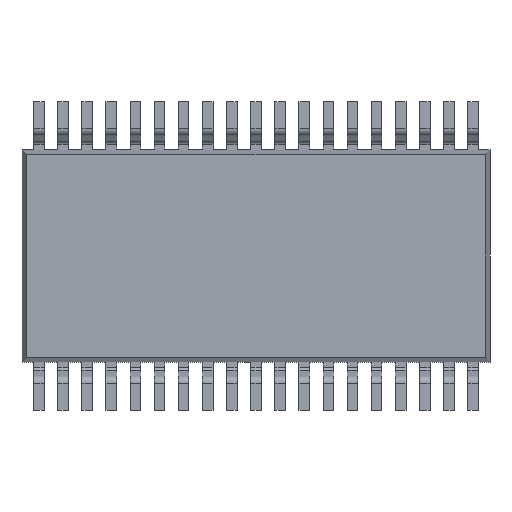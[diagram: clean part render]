
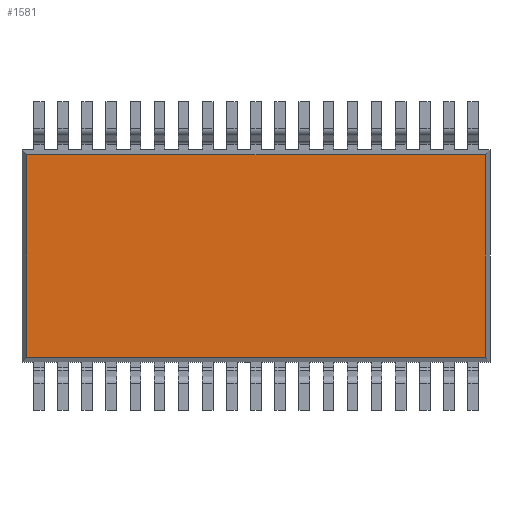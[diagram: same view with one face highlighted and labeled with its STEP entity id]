
A CAD part, front view. The second image highlights one B-rep face of the part: STEP entity #1581.
In plain terms, the highlighted face is planar.
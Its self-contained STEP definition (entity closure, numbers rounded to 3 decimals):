
#54 = CARTESIAN_POINT ( 'NONE',  ( 0., 0., 0.15 ) ) ;
#204 = CARTESIAN_POINT ( 'NONE',  ( -4.75, 0., 0.15 ) ) ;
#237 = DIRECTION ( 'NONE',  ( -1., 0., 0. ) ) ;
#284 = CARTESIAN_POINT ( 'NONE',  ( -4.75, -2.1, 0.15 ) ) ;
#305 = EDGE_LOOP ( 'NONE', ( #1928, #1040, #1688, #1767 ) ) ;
#307 = VERTEX_POINT ( 'NONE', #1648 ) ;
#472 = LINE ( 'NONE', #204, #630 ) ;
#534 = LINE ( 'NONE', #2033, #2054 ) ;
#538 = CARTESIAN_POINT ( 'NONE',  ( 0., 2.1, 0.15 ) ) ;
#586 = LINE ( 'NONE', #2091, #1099 ) ;
#630 = VECTOR ( 'NONE', #1717, 1000. ) ;
#642 = VERTEX_POINT ( 'NONE', #1941 ) ;
#681 = DIRECTION ( 'NONE',  ( 0., -1., 0. ) ) ;
#714 = DIRECTION ( 'NONE',  ( 1., 0., 0. ) ) ;
#761 = DIRECTION ( 'NONE',  ( -1., 0., 0. ) ) ;
#816 = VERTEX_POINT ( 'NONE', #833 ) ;
#833 = CARTESIAN_POINT ( 'NONE',  ( 4.75, -2.1, 0.15 ) ) ;
#947 = EDGE_CURVE ( 'NONE', #642, #816, #534, .T. ) ;
#1040 = ORIENTED_EDGE ( 'NONE', *, *, #2076, .T. ) ;
#1099 = VECTOR ( 'NONE', #761, 1000. ) ;
#1380 = DIRECTION ( 'NONE',  ( 0., 0., -1. ) ) ;
#1426 = EDGE_CURVE ( 'NONE', #1759, #307, #472, .T. ) ;
#1581 = ADVANCED_FACE ( 'NONE', ( #1629 ), #1752, .T. ) ;
#1629 = FACE_OUTER_BOUND ( 'NONE', #305, .T. ) ;
#1648 = CARTESIAN_POINT ( 'NONE',  ( -4.75, 2.1, 0.15 ) ) ;
#1688 = ORIENTED_EDGE ( 'NONE', *, *, #947, .T. ) ;
#1702 = LINE ( 'NONE', #538, #2278 ) ;
#1717 = DIRECTION ( 'NONE',  ( 0., 1., 0. ) ) ;
#1752 = PLANE ( 'NONE',  #2010 ) ;
#1759 = VERTEX_POINT ( 'NONE', #284 ) ;
#1767 = ORIENTED_EDGE ( 'NONE', *, *, #2383, .T. ) ;
#1928 = ORIENTED_EDGE ( 'NONE', *, *, #1426, .T. ) ;
#1941 = CARTESIAN_POINT ( 'NONE',  ( 4.75, 2.1, 0.15 ) ) ;
#2010 = AXIS2_PLACEMENT_3D ( 'NONE', #54, #1380, #237 ) ;
#2033 = CARTESIAN_POINT ( 'NONE',  ( 4.75, 0., 0.15 ) ) ;
#2054 = VECTOR ( 'NONE', #681, 1000. ) ;
#2076 = EDGE_CURVE ( 'NONE', #307, #642, #1702, .T. ) ;
#2091 = CARTESIAN_POINT ( 'NONE',  ( 0., -2.1, 0.15 ) ) ;
#2278 = VECTOR ( 'NONE', #714, 1000. ) ;
#2383 = EDGE_CURVE ( 'NONE', #816, #1759, #586, .T. ) ;
